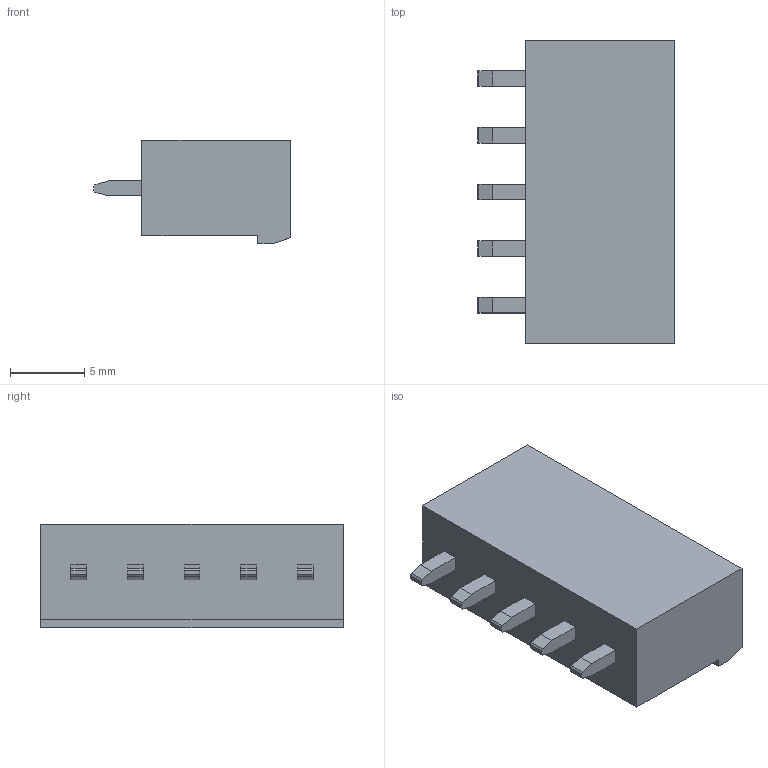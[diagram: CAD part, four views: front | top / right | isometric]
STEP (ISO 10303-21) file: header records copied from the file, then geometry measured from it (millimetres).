
FILE_DESCRIPTION (( 'STEP AP203' ), '1' );
FILE_NAME ('SOKETLI BASKILI DEVRE KLEMENSI - 3.81 ERKEK 180 - 5 LI.STEP', '2018-09-06T11:39:16', ( 'user' ), ( '' ), 'SwSTEP 2.0', 'SolidWorks 2016', '' );
FILE_SCHEMA (( 'CONFIG_CONTROL_DESIGN' ));
Length unit declared in the file: millimetre
Products named in the file (1): SOKETLI BASKILI DEVRE KLEMENSI - 3.81 ERKEK 180 - 5 LI
Bounding box: 13.25 x 20.37 x 6.96 mm (x, y, z)
Volume: 619.2 mm3; surface area: 1583.8 mm2
Topology: 1 solids, 1 shells, 237 faces, 660 edges, 440 vertices
Faces by surface type: plane 217, cylinder 20
Entity records: 7561 total; most frequent: CARTESIAN_POINT 1338, ORIENTED_EDGE 1320, DIRECTION 1186, EDGE_CURVE 660, VECTOR 610, LINE 610, VERTEX_POINT 440, AXIS2_PLACEMENT_3D 288
